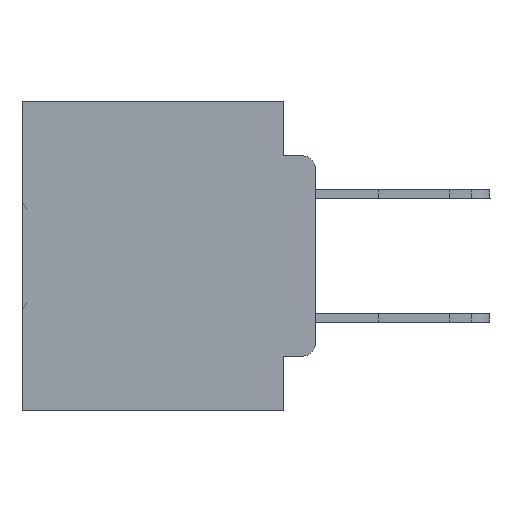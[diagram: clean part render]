
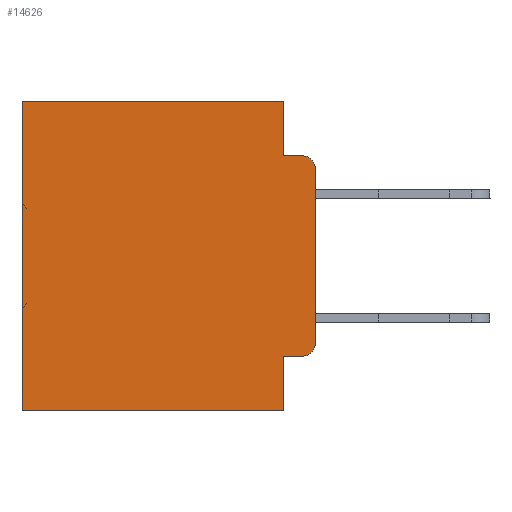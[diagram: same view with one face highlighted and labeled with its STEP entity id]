
A CAD part, left-side view. The second image highlights one B-rep face of the part: STEP entity #14626.
In plain terms, the highlighted planar face has unit normal (-1, 0, 0).
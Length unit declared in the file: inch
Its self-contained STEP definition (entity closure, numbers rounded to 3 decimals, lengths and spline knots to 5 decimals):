
#282 = DIRECTION ( 'NONE',  ( -1., 0., 0. ) ) ;
#391 = CIRCLE ( 'NONE', #18924, 0.02 ) ;
#619 = PLANE ( 'NONE',  #5989 ) ;
#1040 = LINE ( 'NONE', #7416, #32889 ) ;
#1510 = VERTEX_POINT ( 'NONE', #26574 ) ;
#1686 = LINE ( 'NONE', #15931, #29441 ) ;
#2785 = ORIENTED_EDGE ( 'NONE', *, *, #32515, .T. ) ;
#3373 = CARTESIAN_POINT ( 'NONE',  ( 0.298, 0., 0. ) ) ;
#4078 = DIRECTION ( 'NONE',  ( 0., 0., -1. ) ) ;
#4632 = DIRECTION ( 'NONE',  ( 0., -1., 0. ) ) ;
#4731 = VERTEX_POINT ( 'NONE', #12248 ) ;
#5006 = VERTEX_POINT ( 'NONE', #23205 ) ;
#5423 = ORIENTED_EDGE ( 'NONE', *, *, #33925, .F. ) ;
#5487 = DIRECTION ( 'NONE',  ( 0., 0., -1. ) ) ;
#5989 = AXIS2_PLACEMENT_3D ( 'NONE', #6431, #26110, #28566 ) ;
#6374 = DIRECTION ( 'NONE',  ( 0., 1., 0. ) ) ;
#6431 = CARTESIAN_POINT ( 'NONE',  ( 0.298, 0., 0. ) ) ;
#7416 = CARTESIAN_POINT ( 'NONE',  ( 0.298, 0.051, 0. ) ) ;
#7575 = EDGE_LOOP ( 'NONE', ( #29719, #22616, #5423, #9049, #12667, #14888, #32141, #34883, #2785, #35842 ) ) ;
#8331 = VECTOR ( 'NONE', #4078, 39.37008 ) ;
#8475 = LINE ( 'NONE', #31555, #25589 ) ;
#9049 = ORIENTED_EDGE ( 'NONE', *, *, #15730, .F. ) ;
#10506 = CIRCLE ( 'NONE', #13493, 0.02 ) ;
#10702 = VECTOR ( 'NONE', #6374, 39.37008 ) ;
#11060 = EDGE_CURVE ( 'NONE', #11813, #17137, #391, .T. ) ;
#11120 = DIRECTION ( 'NONE',  ( -1., 0., 0. ) ) ;
#11643 = VERTEX_POINT ( 'NONE', #26089 ) ;
#11813 = VERTEX_POINT ( 'NONE', #28094 ) ;
#12248 = CARTESIAN_POINT ( 'NONE',  ( 0.298, 0.473, 0. ) ) ;
#12667 = ORIENTED_EDGE ( 'NONE', *, *, #13381, .T. ) ;
#13381 = EDGE_CURVE ( 'NONE', #18653, #4731, #32446, .T. ) ;
#13493 = AXIS2_PLACEMENT_3D ( 'NONE', #28168, #11120, #5487 ) ;
#14026 = EDGE_CURVE ( 'NONE', #26322, #11643, #27327, .T. ) ;
#14626 = ADVANCED_FACE ( 'NONE', ( #26290 ), #619, .F. ) ;
#14888 = ORIENTED_EDGE ( 'NONE', *, *, #29854, .T. ) ;
#15730 = EDGE_CURVE ( 'NONE', #18653, #27002, #1040, .T. ) ;
#15931 = CARTESIAN_POINT ( 'NONE',  ( 0.298, 0., 0. ) ) ;
#15951 = EDGE_CURVE ( 'NONE', #11643, #1510, #31953, .T. ) ;
#17137 = VERTEX_POINT ( 'NONE', #19443 ) ;
#17148 = CARTESIAN_POINT ( 'NONE',  ( 0.298, 0.02, -0.1085 ) ) ;
#17308 = VECTOR ( 'NONE', #4632, 39.37008 ) ;
#18223 = CARTESIAN_POINT ( 'NONE',  ( 0.298, 0.051, 0. ) ) ;
#18653 = VERTEX_POINT ( 'NONE', #18223 ) ;
#18924 = AXIS2_PLACEMENT_3D ( 'NONE', #17148, #282, #22969 ) ;
#19101 = DIRECTION ( 'NONE',  ( 0., 0., -1. ) ) ;
#19443 = CARTESIAN_POINT ( 'NONE',  ( 0.298, 0.02, -0.0885 ) ) ;
#19893 = DIRECTION ( 'NONE',  ( 0., 0., -1. ) ) ;
#20306 = CARTESIAN_POINT ( 'NONE',  ( 0.298, 0., -0.5 ) ) ;
#20520 = CARTESIAN_POINT ( 'NONE',  ( 0.298, 0.051, -0.4115 ) ) ;
#20879 = CARTESIAN_POINT ( 'NONE',  ( 0.298, 0., -0.3915 ) ) ;
#22616 = ORIENTED_EDGE ( 'NONE', *, *, #11060, .T. ) ;
#22969 = DIRECTION ( 'NONE',  ( 0., 0., -1. ) ) ;
#23205 = CARTESIAN_POINT ( 'NONE',  ( 0.298, 0.02, -0.4115 ) ) ;
#23316 = VECTOR ( 'NONE', #28575, 39.37008 ) ;
#23525 = EDGE_CURVE ( 'NONE', #11813, #36116, #1686, .T. ) ;
#25296 = CARTESIAN_POINT ( 'NONE',  ( 0.298, 0.051, -0.0885 ) ) ;
#25589 = VECTOR ( 'NONE', #19893, 39.37008 ) ;
#25686 = VECTOR ( 'NONE', #31210, 39.37008 ) ;
#25788 = LINE ( 'NONE', #34070, #25686 ) ;
#26089 = CARTESIAN_POINT ( 'NONE',  ( 0.298, 0.051, -0.5 ) ) ;
#26110 = DIRECTION ( 'NONE',  ( 1., 0., 0. ) ) ;
#26290 = FACE_OUTER_BOUND ( 'NONE', #7575, .T. ) ;
#26322 = VERTEX_POINT ( 'NONE', #20520 ) ;
#26574 = CARTESIAN_POINT ( 'NONE',  ( 0.298, 0.473, -0.5 ) ) ;
#27002 = VERTEX_POINT ( 'NONE', #25296 ) ;
#27327 = LINE ( 'NONE', #29777, #8331 ) ;
#28094 = CARTESIAN_POINT ( 'NONE',  ( 0.298, 0., -0.1085 ) ) ;
#28168 = CARTESIAN_POINT ( 'NONE',  ( 0.298, 0.02, -0.3915 ) ) ;
#28517 = EDGE_CURVE ( 'NONE', #5006, #36116, #10506, .T. ) ;
#28566 = DIRECTION ( 'NONE',  ( 0., 0., -1. ) ) ;
#28575 = DIRECTION ( 'NONE',  ( 0., 1., 0. ) ) ;
#29441 = VECTOR ( 'NONE', #19101, 39.37008 ) ;
#29719 = ORIENTED_EDGE ( 'NONE', *, *, #23525, .F. ) ;
#29777 = CARTESIAN_POINT ( 'NONE',  ( 0.298, 0.051, 0. ) ) ;
#29854 = EDGE_CURVE ( 'NONE', #4731, #1510, #8475, .T. ) ;
#30308 = DIRECTION ( 'NONE',  ( 0., 0., -1. ) ) ;
#30698 = LINE ( 'NONE', #35779, #17308 ) ;
#31210 = DIRECTION ( 'NONE',  ( 0., -1., 0. ) ) ;
#31555 = CARTESIAN_POINT ( 'NONE',  ( 0.298, 0.473, 0. ) ) ;
#31953 = LINE ( 'NONE', #20306, #23316 ) ;
#32141 = ORIENTED_EDGE ( 'NONE', *, *, #15951, .F. ) ;
#32446 = LINE ( 'NONE', #3373, #10702 ) ;
#32515 = EDGE_CURVE ( 'NONE', #26322, #5006, #30698, .T. ) ;
#32889 = VECTOR ( 'NONE', #30308, 39.37008 ) ;
#33925 = EDGE_CURVE ( 'NONE', #27002, #17137, #25788, .T. ) ;
#34070 = CARTESIAN_POINT ( 'NONE',  ( 0.298, 0.051, -0.0885 ) ) ;
#34883 = ORIENTED_EDGE ( 'NONE', *, *, #14026, .F. ) ;
#35779 = CARTESIAN_POINT ( 'NONE',  ( 0.298, 0.051, -0.4115 ) ) ;
#35842 = ORIENTED_EDGE ( 'NONE', *, *, #28517, .T. ) ;
#36116 = VERTEX_POINT ( 'NONE', #20879 ) ;
